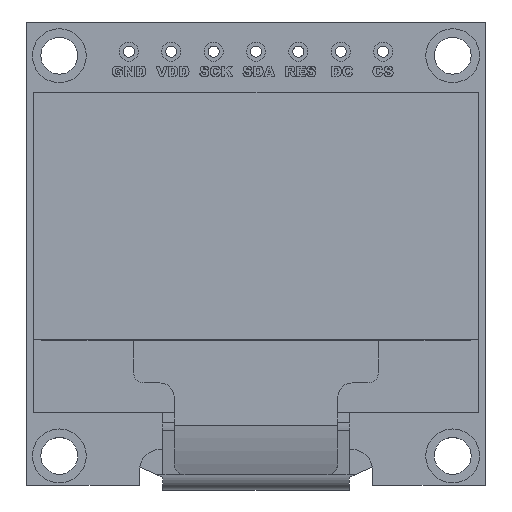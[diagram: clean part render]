
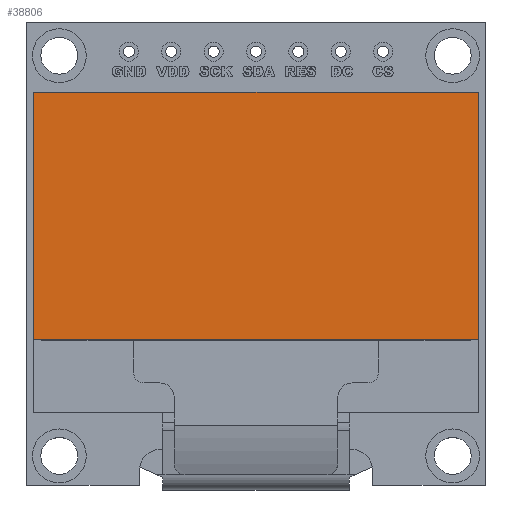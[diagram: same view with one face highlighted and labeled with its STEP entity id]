
A CAD part, top view. The second image highlights one B-rep face of the part: STEP entity #38806.
In plain terms, the highlighted planar face has unit normal (0, 0, 1).
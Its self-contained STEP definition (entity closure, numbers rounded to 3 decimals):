
#2071=LINE('',#62218,#4887);
#2079=LINE('',#62235,#4895);
#2083=LINE('',#62243,#4899);
#2084=LINE('',#62244,#4900);
#4887=VECTOR('',#44243,1000.);
#4895=VECTOR('',#44253,1000.);
#4899=VECTOR('',#44259,1000.);
#4900=VECTOR('',#44260,1000.);
#10700=ORIENTED_EDGE('',*,*,#16373,.F.);
#10701=ORIENTED_EDGE('',*,*,#16361,.F.);
#10702=ORIENTED_EDGE('',*,*,#16374,.F.);
#10703=ORIENTED_EDGE('',*,*,#16369,.F.);
#16361=EDGE_CURVE('',#19602,#19603,#2071,.T.);
#16369=EDGE_CURVE('',#19610,#19611,#2079,.T.);
#16373=EDGE_CURVE('',#19603,#19610,#2083,.T.);
#16374=EDGE_CURVE('',#19611,#19602,#2084,.T.);
#19602=VERTEX_POINT('',#62217);
#19603=VERTEX_POINT('',#62219);
#19610=VERTEX_POINT('',#62234);
#19611=VERTEX_POINT('',#62236);
#22825=EDGE_LOOP('',(#10700,#10701,#10702,#10703));
#24687=FACE_BOUND('',#22825,.T.);
#26140=PLANE('',#40367);
#38806=ADVANCED_FACE('',(#24687),#26140,.F.);
#40367=AXIS2_PLACEMENT_3D('',#62242,#44257,#44258);
#44243=DIRECTION('',(0.,-1.,0.));
#44253=DIRECTION('',(0.,1.,0.));
#44257=DIRECTION('',(0.,0.,-1.));
#44258=DIRECTION('',(-1.,0.,0.));
#44259=DIRECTION('',(-1.,0.,0.));
#44260=DIRECTION('',(1.,0.,0.));
#62217=CARTESIAN_POINT('',(13.322,9.601,1.575));
#62218=CARTESIAN_POINT('',(13.322,9.601,1.575));
#62219=CARTESIAN_POINT('',(13.322,-5.207,1.575));
#62234=CARTESIAN_POINT('',(-13.322,-5.207,1.575));
#62235=CARTESIAN_POINT('',(-13.322,-9.601,1.575));
#62236=CARTESIAN_POINT('',(-13.322,9.601,1.575));
#62242=CARTESIAN_POINT('',(0.,0.,1.575));
#62243=CARTESIAN_POINT('',(13.322,-5.207,1.575));
#62244=CARTESIAN_POINT('',(-13.322,9.601,1.575));
